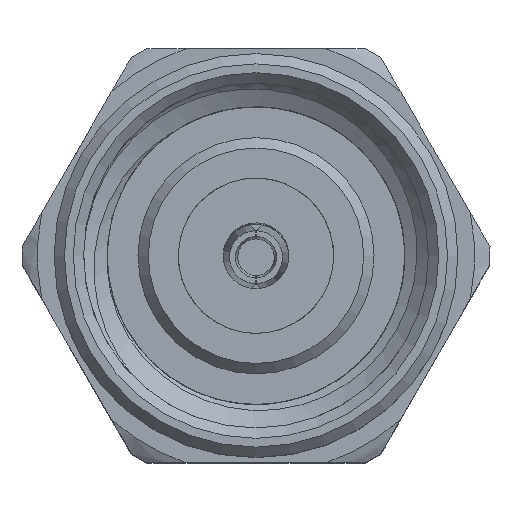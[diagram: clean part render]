
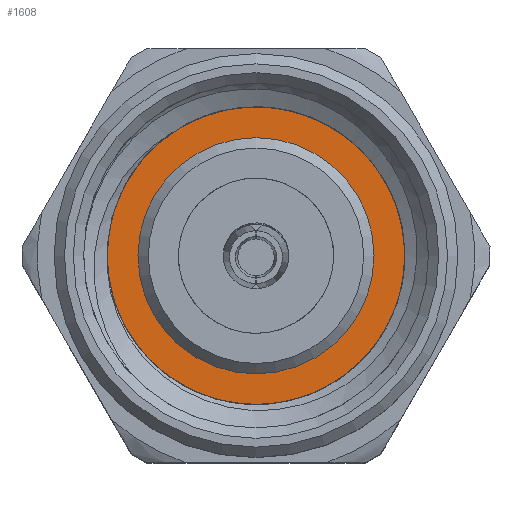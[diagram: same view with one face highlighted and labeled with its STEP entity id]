
A CAD part, top view. The second image highlights one B-rep face of the part: STEP entity #1608.
In plain terms, the highlighted face is planar.
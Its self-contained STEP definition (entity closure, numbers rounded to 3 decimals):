
#240=PLANE('',#1861);
#356=ORIENTED_EDGE('',*,*,#703,.T.);
#357=ORIENTED_EDGE('',*,*,#705,.F.);
#703=EDGE_CURVE('',#892,#892,#1043,.T.);
#705=EDGE_CURVE('',#894,#894,#1045,.T.);
#892=VERTEX_POINT('',#2653);
#894=VERTEX_POINT('',#2658);
#1043=CIRCLE('',#1856,2.25);
#1045=CIRCLE('',#1859,3.);
#1178=EDGE_LOOP('',(#356));
#1179=EDGE_LOOP('',(#357));
#1388=FACE_BOUND('',#1178,.T.);
#1389=FACE_BOUND('',#1179,.T.);
#1608=ADVANCED_FACE('',(#1388,#1389),#240,.F.);
#1856=AXIS2_PLACEMENT_3D('',#2652,#2164,#2165);
#1859=AXIS2_PLACEMENT_3D('',#2657,#2170,#2171);
#1861=AXIS2_PLACEMENT_3D('',#2660,#2174,#2175);
#2164=DIRECTION('',(0.,1.,0.));
#2165=DIRECTION('',(1.,0.,0.));
#2170=DIRECTION('',(0.,1.,0.));
#2171=DIRECTION('',(1.,0.,0.));
#2174=DIRECTION('',(0.,1.,0.));
#2175=DIRECTION('',(0.,0.,1.));
#2652=CARTESIAN_POINT('',(0.,0.,0.));
#2653=CARTESIAN_POINT('',(2.25,0.,0.));
#2657=CARTESIAN_POINT('',(0.,0.,0.));
#2658=CARTESIAN_POINT('',(3.,0.,0.));
#2660=CARTESIAN_POINT('',(0.,0.,0.));
